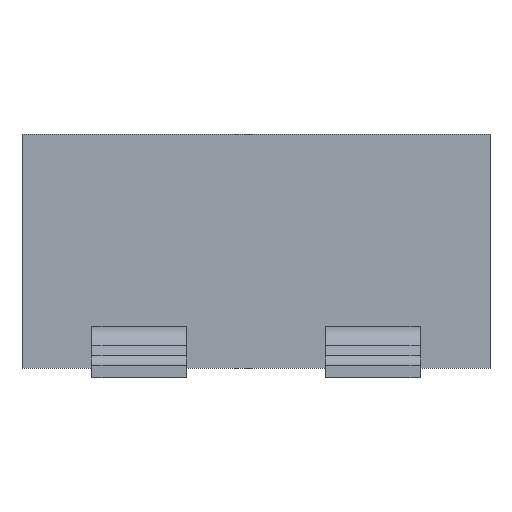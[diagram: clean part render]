
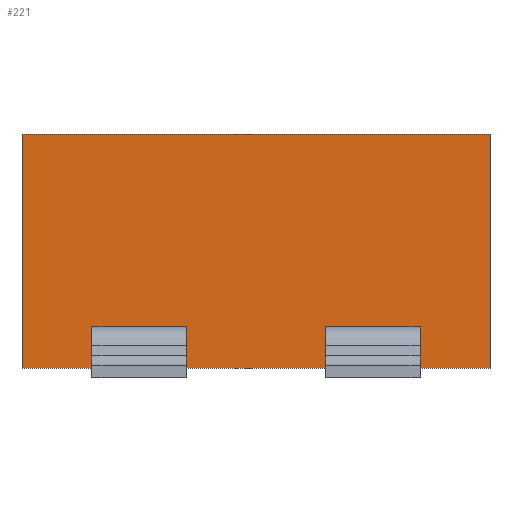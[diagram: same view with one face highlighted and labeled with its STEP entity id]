
A CAD part, left-side view. The second image highlights one B-rep face of the part: STEP entity #221.
In plain terms, the highlighted planar face has unit normal (-1, 0, 0).
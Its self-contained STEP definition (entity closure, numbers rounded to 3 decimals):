
#87=CARTESIAN_POINT('',(-1.448,-1.803,0.076));
#86=VERTEX_POINT('',#87);
#105=CARTESIAN_POINT('',(-1.448,-1.803,1.88));
#104=VERTEX_POINT('',#105);
#113=EDGE_CURVE('',#86,#104,#118,.T.);
#118=LINE('',#87,#120);
#120=VECTOR('',#121,1.803);
#121=DIRECTION('',(0.0,0.0,1.0));
#183=CARTESIAN_POINT('',(-1.448,1.803,0.076));
#182=VERTEX_POINT('',#183);
#193=CARTESIAN_POINT('',(-1.448,1.803,1.88));
#192=VERTEX_POINT('',#193);
#191=EDGE_CURVE('',#192,#182,#196,.T.);
#196=LINE('',#193,#198);
#198=VECTOR('',#199,1.803);
#199=DIRECTION('',(0.0,0.0,-1.0));
#221=ADVANCED_FACE('',(#227),#222,.T.);
#222=PLANE('',#223);
#223=AXIS2_PLACEMENT_3D('',#224,#225,#226);
#224=CARTESIAN_POINT('',(-1.448,1.803,0.076));
#225=DIRECTION('',(-1.0,0.0,0.0));
#226=DIRECTION('',(0.,0.,1.));
#227=FACE_OUTER_BOUND('',#228,.T.);
#228=EDGE_LOOP('',(#229,#239,#249,#259));
#230=EDGE_CURVE('',#86,#182,#235,.T.);
#235=LINE('',#87,#237);
#237=VECTOR('',#238,3.607);
#238=DIRECTION('',(0.0,1.0,0.0));
#229=ORIENTED_EDGE('',*,*,#230,.F.);
#239=ORIENTED_EDGE('',*,*,#113,.T.);
#250=EDGE_CURVE('',#192,#104,#255,.T.);
#255=LINE('',#193,#257);
#257=VECTOR('',#258,3.607);
#258=DIRECTION('',(0.0,-1.0,0.0));
#249=ORIENTED_EDGE('',*,*,#250,.F.);
#259=ORIENTED_EDGE('',*,*,#191,.T.);
